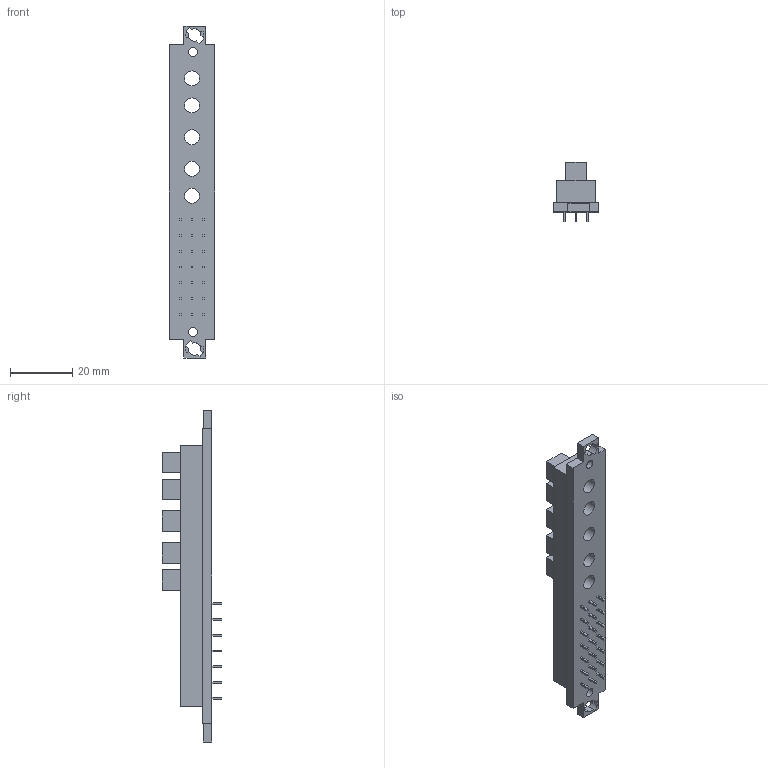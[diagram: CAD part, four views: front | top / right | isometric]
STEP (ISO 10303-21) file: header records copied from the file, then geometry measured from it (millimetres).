
FILE_DESCRIPTION(/* description */ (''),/* implementation_level */ '2;1');
FILE_NAME(/* name */ '100150697ugm000_b.stp',/* time_stamp */ '2015-09-02T07:53:03+02:00',/* author */ (''),/* organization */ (''),/* preprocessor_version */ 'ST-DEVELOPER v15',/* originating_system */ 'SIEMENS PLM Software NX 8.5',/* authorisation */ '');
FILE_SCHEMA (('AUTOMOTIVE_DESIGN { 1 0 10303 214 3 1 1 1 }'));
Length unit declared in the file: millimetre
Products named in the file (1): 100150697ugm000_b
Bounding box: 14.67 x 19.15 x 106.8 mm (x, y, z)
Volume: 11409.9 mm3; surface area: 7268.8 mm2
Topology: 1 solids, 1 shells, 291 faces, 723 edges, 482 vertices
Faces by surface type: plane 270, cylinder 21
Full cylindrical faces by diameter (mm): 2.85 x2, 4.825 x5
Entity records: 9835 total; most frequent: CARTESIAN_POINT 1494, ORIENTED_EDGE 1432, DIRECTION 1342, EDGE_CURVE 716, LINE 670, VECTOR 670, VERTEX_POINT 482, EDGE_LOOP 364
